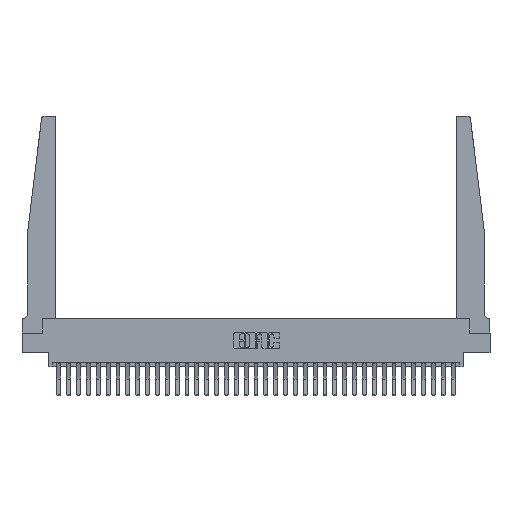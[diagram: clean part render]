
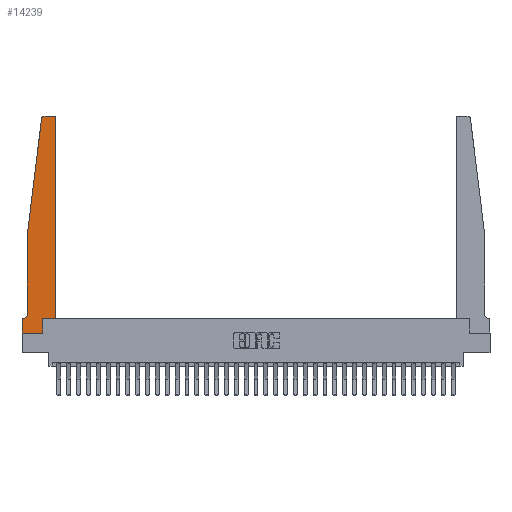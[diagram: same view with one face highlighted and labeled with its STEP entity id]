
A CAD part, top view. The second image highlights one B-rep face of the part: STEP entity #14239.
In plain terms, the highlighted planar face has unit normal (0, 0, 1).
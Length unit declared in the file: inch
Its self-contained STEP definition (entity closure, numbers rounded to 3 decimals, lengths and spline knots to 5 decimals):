
#403 = VERTEX_POINT ( 'NONE', #11765 ) ;
#739 = EDGE_CURVE ( 'NONE', #13769, #25880, #3560, .T. ) ;
#1027 = CARTESIAN_POINT ( 'NONE',  ( 0.065, 0.2375, 0.37 ) ) ;
#1278 = VECTOR ( 'NONE', #25543, 39.37008 ) ;
#1280 = LINE ( 'NONE', #23232, #1278 ) ;
#1658 = VECTOR ( 'NONE', #23352, 39.37008 ) ;
#1885 = PLANE ( 'NONE',  #2115 ) ;
#1893 = CARTESIAN_POINT ( 'NONE',  ( 0.425, 0.18, 0.37 ) ) ;
#1922 = CARTESIAN_POINT ( 'NONE',  ( 0., 0.1875, 0.37 ) ) ;
#2115 = AXIS2_PLACEMENT_3D ( 'NONE', #24648, #2206, #12170 ) ;
#2156 = CARTESIAN_POINT ( 'NONE',  ( 0.065, 1.25, 0.37 ) ) ;
#2206 = DIRECTION ( 'NONE',  ( 0., 0., 1. ) ) ;
#3560 = LINE ( 'NONE', #13539, #11913 ) ;
#3785 = VERTEX_POINT ( 'NONE', #25474 ) ;
#3952 = CARTESIAN_POINT ( 'NONE',  ( 0.065, 1.25, 0.37 ) ) ;
#4323 = VERTEX_POINT ( 'NONE', #1027 ) ;
#4338 = ORIENTED_EDGE ( 'NONE', *, *, #31869, .T. ) ;
#4637 = EDGE_CURVE ( 'NONE', #20026, #3785, #1280, .T. ) ;
#5178 = CARTESIAN_POINT ( 'NONE',  ( 0., 0., 0.37 ) ) ;
#5533 = ORIENTED_EDGE ( 'NONE', *, *, #4637, .T. ) ;
#6730 = DIRECTION ( 'NONE',  ( -0.122, -0.992, 0. ) ) ;
#7085 = CARTESIAN_POINT ( 'NONE',  ( 0.2605, 0.18, 0.37 ) ) ;
#7253 = LINE ( 'NONE', #22328, #26899 ) ;
#7262 = VERTEX_POINT ( 'NONE', #7085 ) ;
#7283 = DIRECTION ( 'NONE',  ( 0., 1., 0. ) ) ;
#7326 = CARTESIAN_POINT ( 'NONE',  ( 0.395, 2.75, 0.37 ) ) ;
#8025 = DIRECTION ( 'NONE',  ( 1., 0., 0. ) ) ;
#8593 = VECTOR ( 'NONE', #6730, 39.37008 ) ;
#9563 = ORIENTED_EDGE ( 'NONE', *, *, #739, .T. ) ;
#10487 = DIRECTION ( 'NONE',  ( 0., 0., 1. ) ) ;
#10633 = DIRECTION ( 'NONE',  ( 0., 0., -1. ) ) ;
#10643 = CARTESIAN_POINT ( 'NONE',  ( 0.395, 2.72, 0.37 ) ) ;
#11022 = EDGE_CURVE ( 'NONE', #25880, #403, #22812, .T. ) ;
#11108 = ORIENTED_EDGE ( 'NONE', *, *, #22835, .T. ) ;
#11206 = VERTEX_POINT ( 'NONE', #22123 ) ;
#11341 = CARTESIAN_POINT ( 'NONE',  ( 0.27653, 2.72, 0.37 ) ) ;
#11765 = CARTESIAN_POINT ( 'NONE',  ( 0.2605, 0., 0.37 ) ) ;
#11819 = CARTESIAN_POINT ( 'NONE',  ( 0.425, 0.18, 0.37 ) ) ;
#11913 = VECTOR ( 'NONE', #25845, 39.37008 ) ;
#12170 = DIRECTION ( 'NONE',  ( 1., 0., 0. ) ) ;
#12604 = EDGE_LOOP ( 'NONE', ( #5533, #30000, #26357, #4338, #26724, #19513, #9563, #24061, #14004, #14546, #11108, #30347 ) ) ;
#12684 = EDGE_CURVE ( 'NONE', #28938, #20026, #27703, .T. ) ;
#12780 = VECTOR ( 'NONE', #13941, 39.37008 ) ;
#13539 = CARTESIAN_POINT ( 'NONE',  ( 0., 0., 0.37 ) ) ;
#13769 = VERTEX_POINT ( 'NONE', #1922 ) ;
#13941 = DIRECTION ( 'NONE',  ( 0., -1., 0. ) ) ;
#14004 = ORIENTED_EDGE ( 'NONE', *, *, #24161, .T. ) ;
#14239 = ADVANCED_FACE ( 'NONE', ( #19406 ), #1885, .T. ) ;
#14546 = ORIENTED_EDGE ( 'NONE', *, *, #27307, .T. ) ;
#15127 = AXIS2_PLACEMENT_3D ( 'NONE', #10643, #10487, #8025 ) ;
#15499 = AXIS2_PLACEMENT_3D ( 'NONE', #11341, #31666, #21513 ) ;
#15558 = DIRECTION ( 'NONE',  ( -1., 0., 0. ) ) ;
#15665 = VECTOR ( 'NONE', #21818, 39.37008 ) ;
#16399 = LINE ( 'NONE', #3952, #12780 ) ;
#17290 = VERTEX_POINT ( 'NONE', #1893 ) ;
#17795 = LINE ( 'NONE', #27797, #1658 ) ;
#17928 = CARTESIAN_POINT ( 'NONE',  ( 0.2605, 0.18, 0.37 ) ) ;
#18886 = CARTESIAN_POINT ( 'NONE',  ( 0.015, 0.2375, 0.37 ) ) ;
#18933 = EDGE_CURVE ( 'NONE', #3785, #25881, #30147, .T. ) ;
#19390 = DIRECTION ( 'NONE',  ( -1., 0., 0. ) ) ;
#19406 = FACE_OUTER_BOUND ( 'NONE', #12604, .T. ) ;
#19513 = ORIENTED_EDGE ( 'NONE', *, *, #30243, .T. ) ;
#20026 = VERTEX_POINT ( 'NONE', #7326 ) ;
#21321 = VECTOR ( 'NONE', #27899, 39.37008 ) ;
#21513 = DIRECTION ( 'NONE',  ( 1., 0., 0. ) ) ;
#21818 = DIRECTION ( 'NONE',  ( 0., 1., 0. ) ) ;
#22079 = CARTESIAN_POINT ( 'NONE',  ( 0.015, 0.1875, 0.37 ) ) ;
#22123 = CARTESIAN_POINT ( 'NONE',  ( 0.065, 1.25, 0.37 ) ) ;
#22132 = LINE ( 'NONE', #2156, #8593 ) ;
#22328 = CARTESIAN_POINT ( 'NONE',  ( 0.065, 0.1875, 0.37 ) ) ;
#22812 = LINE ( 'NONE', #25614, #21321 ) ;
#22835 = EDGE_CURVE ( 'NONE', #17290, #28938, #31991, .T. ) ;
#23232 = CARTESIAN_POINT ( 'NONE',  ( 0.25, 2.75, 0.37 ) ) ;
#23321 = CARTESIAN_POINT ( 'NONE',  ( 0.425, 2.72, 0.37 ) ) ;
#23352 = DIRECTION ( 'NONE',  ( 1., 0., 0. ) ) ;
#24061 = ORIENTED_EDGE ( 'NONE', *, *, #11022, .T. ) ;
#24100 = CIRCLE ( 'NONE', #27789, 0.05 ) ;
#24161 = EDGE_CURVE ( 'NONE', #403, #7262, #27439, .T. ) ;
#24465 = EDGE_CURVE ( 'NONE', #4323, #24825, #24100, .T. ) ;
#24598 = VECTOR ( 'NONE', #7283, 39.37008 ) ;
#24648 = CARTESIAN_POINT ( 'NONE',  ( 0., 0.1875, 0.37 ) ) ;
#24825 = VERTEX_POINT ( 'NONE', #22079 ) ;
#25474 = CARTESIAN_POINT ( 'NONE',  ( 0.27653, 2.75, 0.37 ) ) ;
#25543 = DIRECTION ( 'NONE',  ( -1., 0., 0. ) ) ;
#25614 = CARTESIAN_POINT ( 'NONE',  ( 0., 0., 0.37 ) ) ;
#25845 = DIRECTION ( 'NONE',  ( 0., -1., 0. ) ) ;
#25880 = VERTEX_POINT ( 'NONE', #5178 ) ;
#25881 = VERTEX_POINT ( 'NONE', #30251 ) ;
#26357 = ORIENTED_EDGE ( 'NONE', *, *, #31910, .T. ) ;
#26724 = ORIENTED_EDGE ( 'NONE', *, *, #24465, .T. ) ;
#26899 = VECTOR ( 'NONE', #19390, 39.37008 ) ;
#27307 = EDGE_CURVE ( 'NONE', #7262, #17290, #17795, .T. ) ;
#27439 = LINE ( 'NONE', #17928, #24598 ) ;
#27703 = CIRCLE ( 'NONE', #15127, 0.03 ) ;
#27789 = AXIS2_PLACEMENT_3D ( 'NONE', #18886, #10633, #15558 ) ;
#27797 = CARTESIAN_POINT ( 'NONE',  ( 0.425, 0.18, 0.37 ) ) ;
#27899 = DIRECTION ( 'NONE',  ( 1., 0., 0. ) ) ;
#28938 = VERTEX_POINT ( 'NONE', #23321 ) ;
#30000 = ORIENTED_EDGE ( 'NONE', *, *, #18933, .T. ) ;
#30147 = CIRCLE ( 'NONE', #15499, 0.03 ) ;
#30243 = EDGE_CURVE ( 'NONE', #24825, #13769, #7253, .T. ) ;
#30251 = CARTESIAN_POINT ( 'NONE',  ( 0.24675, 2.72367, 0.37 ) ) ;
#30347 = ORIENTED_EDGE ( 'NONE', *, *, #12684, .T. ) ;
#31666 = DIRECTION ( 'NONE',  ( 0., 0., 1. ) ) ;
#31869 = EDGE_CURVE ( 'NONE', #11206, #4323, #16399, .T. ) ;
#31910 = EDGE_CURVE ( 'NONE', #25881, #11206, #22132, .T. ) ;
#31991 = LINE ( 'NONE', #11819, #15665 ) ;
